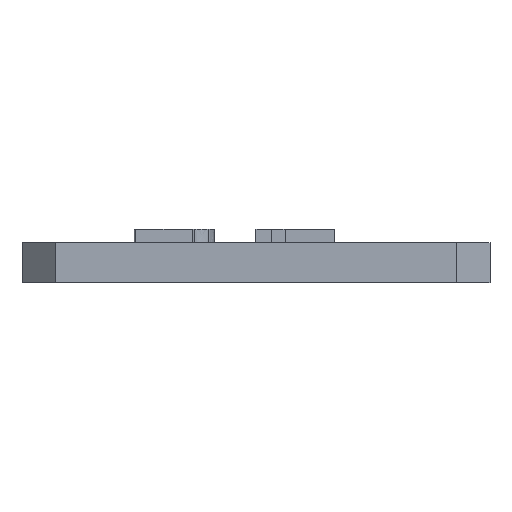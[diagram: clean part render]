
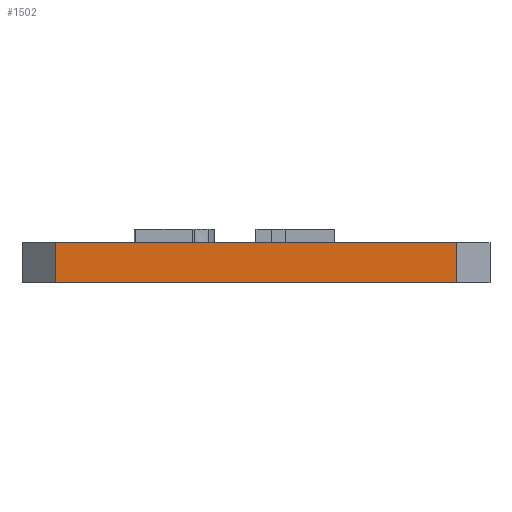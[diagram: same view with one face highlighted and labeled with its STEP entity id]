
A CAD part, left-side view. The second image highlights one B-rep face of the part: STEP entity #1502.
In plain terms, the highlighted planar face has unit normal (-1, 0, 0).
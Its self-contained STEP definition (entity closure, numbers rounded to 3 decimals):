
#1502=ADVANCED_FACE('',(#2734),#2736,.T.);
#2734=FACE_BOUND('',#2735,.T.);
#2735=EDGE_LOOP('',(#3813,#3814,#3815,#3816));
#2736=PLANE('',#2737);
#2737=AXIS2_PLACEMENT_3D('',#2738,#2739,#2740);
#2738=CARTESIAN_POINT('',(-22.5,17.5,0.));
#2739=DIRECTION('',(-1.,0.,0.));
#2740=DIRECTION('',(0.,-1.,0.));
#3813=ORIENTED_EDGE('',*,*,#4441,.T.);
#3814=ORIENTED_EDGE('',*,*,#4029,.F.);
#3815=ORIENTED_EDGE('',*,*,#4455,.F.);
#3816=ORIENTED_EDGE('',*,*,#4456,.T.);
#4029=EDGE_CURVE('',#4548,#4536,#4550,.T.);
#4441=EDGE_CURVE('',#5225,#4536,#5226,.T.);
#4455=EDGE_CURVE('',#5245,#4548,#5247,.T.);
#4456=EDGE_CURVE('',#5245,#5225,#5248,.T.);
#4536=VERTEX_POINT('',#5406);
#4548=VERTEX_POINT('',#5430);
#4550=LINE('',#5434,#5435);
#5225=VERTEX_POINT('',#6937);
#5226=LINE('',#6938,#6939);
#5245=VERTEX_POINT('',#6983);
#5247=LINE('',#6987,#6988);
#5248=LINE('',#6990,#6991);
#5406=CARTESIAN_POINT('',(-22.5,-15.,3.));
#5430=CARTESIAN_POINT('',(-22.5,15.,3.));
#5434=CARTESIAN_POINT('',(-22.5,15.,3.));
#5435=VECTOR('',#5436,1.);
#5436=DIRECTION('',(0.,-1.,0.));
#6937=CARTESIAN_POINT('',(-22.5,-15.,0.));
#6938=CARTESIAN_POINT('',(-22.5,-15.,0.));
#6939=VECTOR('',#6940,1.);
#6940=DIRECTION('',(0.,0.,1.));
#6983=CARTESIAN_POINT('',(-22.5,15.,0.));
#6987=CARTESIAN_POINT('',(-22.5,15.,0.));
#6988=VECTOR('',#6989,1.);
#6989=DIRECTION('',(0.,0.,1.));
#6990=CARTESIAN_POINT('',(-22.5,15.,0.));
#6991=VECTOR('',#6992,1.);
#6992=DIRECTION('',(0.,-1.,0.));
